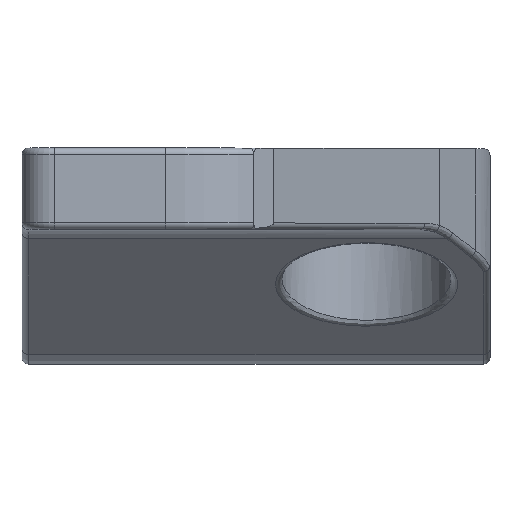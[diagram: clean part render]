
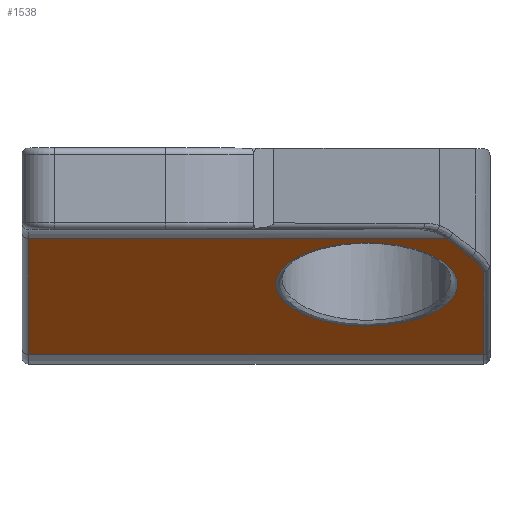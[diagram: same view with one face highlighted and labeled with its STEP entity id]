
A CAD part, top view. The second image highlights one B-rep face of the part: STEP entity #1538.
In plain terms, the highlighted planar face has unit normal (0, -0.91, 0.414).
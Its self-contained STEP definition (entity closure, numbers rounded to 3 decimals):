
#17=ELLIPSE('',#1652,3.077,2.8);
#20=ELLIPSE('',#1656,4.054,3.69);
#34=FACE_BOUND('',#199,.T.);
#42=PLANE('',#1655);
#107=FACE_OUTER_BOUND('',#198,.T.);
#198=EDGE_LOOP('',(#1133,#1134,#1135,#1136,#1137,#1138));
#199=EDGE_LOOP('',(#1139));
#444=LINE('',#3718,#522);
#445=LINE('',#3720,#523);
#446=LINE('',#3722,#524);
#447=LINE('',#3724,#525);
#448=LINE('',#3727,#526);
#522=VECTOR('',#1908,10.);
#523=VECTOR('',#1909,10.);
#524=VECTOR('',#1910,10.);
#525=VECTOR('',#1911,10.);
#526=VECTOR('',#1914,10.);
#654=VERTEX_POINT('',#3709);
#656=VERTEX_POINT('',#3716);
#657=VERTEX_POINT('',#3717);
#658=VERTEX_POINT('',#3719);
#659=VERTEX_POINT('',#3721);
#660=VERTEX_POINT('',#3723);
#661=VERTEX_POINT('',#3725);
#847=EDGE_CURVE('',#654,#654,#17,.T.);
#850=EDGE_CURVE('',#656,#657,#444,.T.);
#851=EDGE_CURVE('',#658,#656,#445,.T.);
#852=EDGE_CURVE('',#658,#659,#446,.T.);
#853=EDGE_CURVE('',#660,#659,#447,.T.);
#854=EDGE_CURVE('',#661,#660,#20,.T.);
#855=EDGE_CURVE('',#657,#661,#448,.T.);
#1133=ORIENTED_EDGE('',*,*,#850,.F.);
#1134=ORIENTED_EDGE('',*,*,#851,.F.);
#1135=ORIENTED_EDGE('',*,*,#852,.T.);
#1136=ORIENTED_EDGE('',*,*,#853,.F.);
#1137=ORIENTED_EDGE('',*,*,#854,.F.);
#1138=ORIENTED_EDGE('',*,*,#855,.F.);
#1139=ORIENTED_EDGE('',*,*,#847,.F.);
#1538=ADVANCED_FACE('',(#107,#34),#42,.T.);
#1652=AXIS2_PLACEMENT_3D('',#3711,#1900,#1901);
#1655=AXIS2_PLACEMENT_3D('',#3715,#1906,#1907);
#1656=AXIS2_PLACEMENT_3D('',#3726,#1912,#1913);
#1900=DIRECTION('center_axis',(0.,-0.91,0.415));
#1901=DIRECTION('ref_axis',(0.,-0.415,-0.91));
#1906=DIRECTION('center_axis',(0.,-0.91,0.415));
#1907=DIRECTION('ref_axis',(0.,-0.415,-0.91));
#1908=DIRECTION('',(1.,0.,0.));
#1909=DIRECTION('',(0.,0.415,0.91));
#1910=DIRECTION('',(1.,0.,0.));
#1911=DIRECTION('',(0.,-0.415,-0.91));
#1912=DIRECTION('center_axis',(0.,0.91,-0.415));
#1913=DIRECTION('ref_axis',(0.,0.415,0.91));
#1914=DIRECTION('',(0.476,-0.365,-0.801));
#3709=CARTESIAN_POINT('',(34.986,-0.394,-111.366));
#3711=CARTESIAN_POINT('Origin',(34.986,-1.67,-114.166));
#3715=CARTESIAN_POINT('Origin',(24.403,-3.,-117.087));
#3716=CARTESIAN_POINT('',(24.603,-0.27,-111.092));
#3717=CARTESIAN_POINT('',(37.452,-0.27,-111.092));
#3718=CARTESIAN_POINT('',(28.049,-0.27,-111.092));
#3719=CARTESIAN_POINT('',(24.603,-3.816,-118.878));
#3720=CARTESIAN_POINT('',(24.603,0.289,-109.865));
#3721=CARTESIAN_POINT('',(38.576,-3.816,-118.878));
#3722=CARTESIAN_POINT('',(24.403,-3.816,-118.878));
#3723=CARTESIAN_POINT('',(38.576,-1.281,-113.313));
#3724=CARTESIAN_POINT('',(38.576,-1.406,-113.586));
#3725=CARTESIAN_POINT('',(38.159,-0.812,-112.282));
#3726=CARTESIAN_POINT('Origin',(34.986,-1.67,-114.166));
#3727=CARTESIAN_POINT('',(37.86,-0.582,-111.779));
